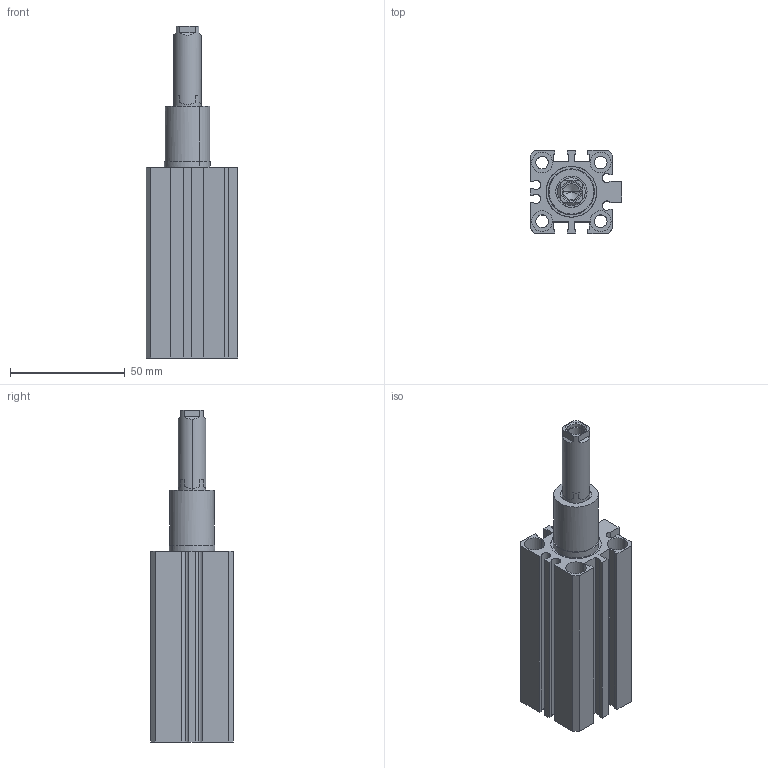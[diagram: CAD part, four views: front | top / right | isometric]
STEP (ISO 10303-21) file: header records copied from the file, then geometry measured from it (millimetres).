
FILE_DESCRIPTION(('CATIA V5 STEP Exchange'),'2;1');
FILE_NAME('SCQ_20_S_TUENKERS.stp','2021-01-18T12:04:52+00:00',('none'),('none'),'CATIA Version 5 Release 19 SP 9 (IN-10)','CATIA V5 STEP AP214','none');
FILE_SCHEMA(('AUTOMOTIVE_DESIGN { 1 0 10303 214 1 1 1 1 }'));
Length unit declared in the file: millimetre
Products named in the file (1): SCQ_20_S_TUENKERS
Bounding box: 40 x 36 x 144.5 mm (x, y, z)
Volume: 102904.5 mm3; surface area: 36916.1 mm2
Topology: 2 solids, 3 shells, 170 faces, 422 edges, 275 vertices
Faces by surface type: plane 94, cylinder 66, cone 10
Entity records: 6379 total; most frequent: CARTESIAN_POINT 1391, ORIENTED_EDGE 832, DIRECTION 720, EDGE_CURVE 416, AXIS2_PLACEMENT_3D 287, VERTEX_POINT 275, VECTOR 264, LINE 264
